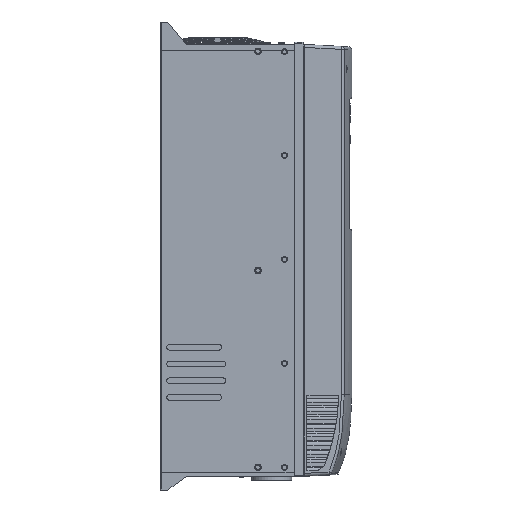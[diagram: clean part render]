
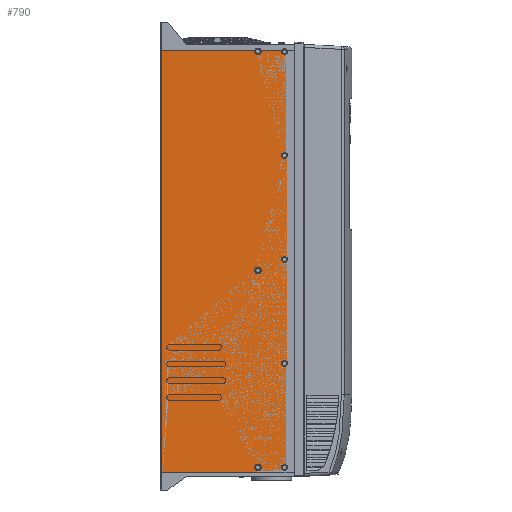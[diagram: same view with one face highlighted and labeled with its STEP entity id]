
A CAD part, left-side view. The second image highlights one B-rep face of the part: STEP entity #790.
In plain terms, the highlighted planar face has unit normal (-1, 0, 0).
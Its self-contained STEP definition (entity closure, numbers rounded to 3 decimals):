
#355=DIRECTION('',(0.,-1.,0.));
#356=VECTOR('',#355,190.5);
#357=CARTESIAN_POINT('',(-115.,-1.5,278.106));
#358=LINE('',#357,#356);
#359=DIRECTION('',(0.,0.,-1.));
#360=VECTOR('',#359,568.8);
#361=CARTESIAN_POINT('',(-115.,-1.5,278.106));
#362=LINE('',#361,#360);
#363=DIRECTION('',(0.,0.,1.));
#364=VECTOR('',#363,105.);
#365=CARTESIAN_POINT('',(-115.,-192.,
-290.694));
#366=LINE('',#365,#364);
#371=DIRECTION('',(0.,0.,-1.));
#372=VECTOR('',#371,463.8);
#373=CARTESIAN_POINT('',(-115.,-192.,278.106));
#374=LINE('',#373,#372);
#449=DIRECTION('',(0.,1.,0.));
#450=VECTOR('',#449,190.5);
#451=CARTESIAN_POINT('',(-115.,-192.,
-290.694));
#452=LINE('',#451,#450);
#667=CARTESIAN_POINT('',(-115.,-1.5,278.106));
#669=VERTEX_POINT('',#667);
#670=CARTESIAN_POINT('',(-115.,-192.,278.106));
#671=VERTEX_POINT('',#670);
#695=CARTESIAN_POINT('',(-115.,-192.,
-290.694));
#696=CARTESIAN_POINT('',(-115.,-1.5,
-290.694));
#697=VERTEX_POINT('',#695);
#698=VERTEX_POINT('',#696);
#716=CARTESIAN_POINT('',(-115.,-192.,
-185.694));
#718=VERTEX_POINT('',#716);
#775=CARTESIAN_POINT('',(-115.,-1.5,278.106));
#776=DIRECTION('',(-1.,0.,0.));
#777=DIRECTION('',(0.,-1.,0.));
#778=AXIS2_PLACEMENT_3D('',#775,#776,#777);
#779=PLANE('',#778);
#781=ORIENTED_EDGE('',*,*,#780,.T.);
#783=ORIENTED_EDGE('',*,*,#782,.F.);
#785=ORIENTED_EDGE('',*,*,#784,.T.);
#786=ORIENTED_EDGE('',*,*,#765,.F.);
#787=ORIENTED_EDGE('',*,*,#755,.T.);
#788=EDGE_LOOP('',(#781,#783,#785,#786,#787));
#789=FACE_OUTER_BOUND('',#788,.F.);
#790=ADVANCED_FACE('',(#789),#779,.T.);
#755=EDGE_CURVE('',#669,#671,#358,.T.);
#765=EDGE_CURVE('',#669,#698,#362,.T.);
#780=EDGE_CURVE('',#671,#718,#374,.T.);
#782=EDGE_CURVE('',#697,#718,#366,.T.);
#784=EDGE_CURVE('',#697,#698,#452,.T.);
